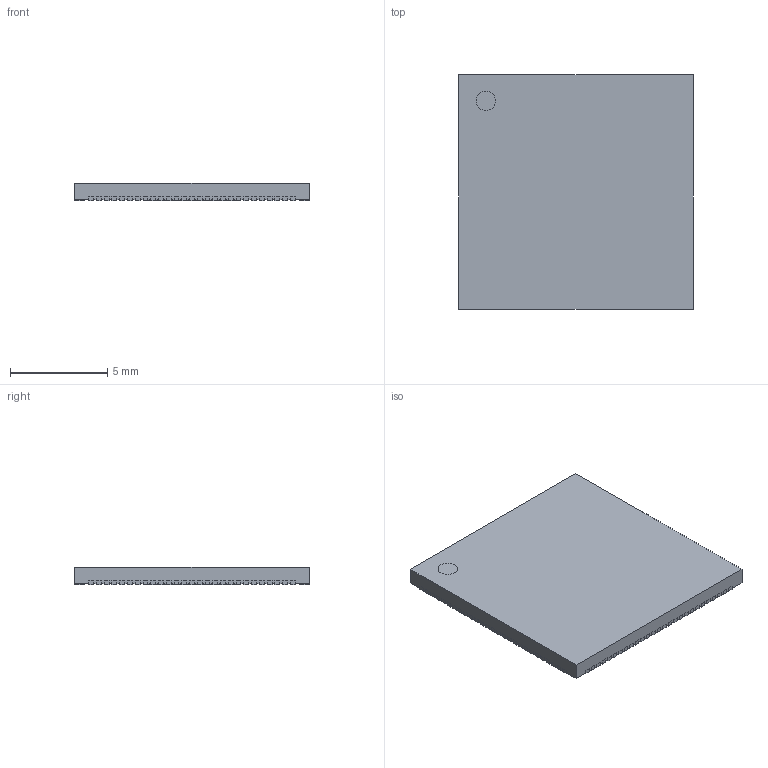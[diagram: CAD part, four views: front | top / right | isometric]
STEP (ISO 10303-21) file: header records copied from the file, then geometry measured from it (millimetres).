
FILE_DESCRIPTION(/* description */ (''),/* implementation_level */ '2;1');
FILE_NAME(/* name */ 'QFN40P1200X1200X90-109N-S475.stp',/* time_stamp */ '2016-05-23T11:16:54+02:00',/* author */ ('riccim'),/* organization */ (''),/* preprocessor_version */ 'ST-DEVELOPER v15.5',/* originating_system */ 'AutoCAD Mechanical',/* authorisation */ '');
FILE_SCHEMA (('AUTOMOTIVE_DESIGN { 1 0 10303 214 3 1 1 }'));
Length unit declared in the file: millimetre
Products named in the file (1): Product
Bounding box: 12.1 x 12.1 x 0.9 mm (x, y, z)
Volume: 126.3 mm3; surface area: 460.4 mm2
Topology: 111 solids, 111 shells, 1102 faces, 2634 edges, 1756 vertices
Faces by surface type: plane 1100, cylinder 2
Full cylindrical faces by diameter (mm): 1 x2
Entity records: 31141 total; most frequent: CARTESIAN_POINT 5491, ORIENTED_EDGE 5264, DIRECTION 4842, EDGE_CURVE 2632, LINE 2628, VECTOR 2628, VERTEX_POINT 1756, AXIS2_PLACEMENT_3D 1107
